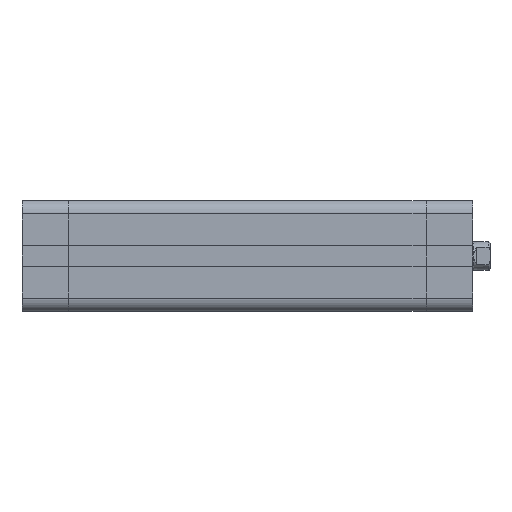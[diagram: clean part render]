
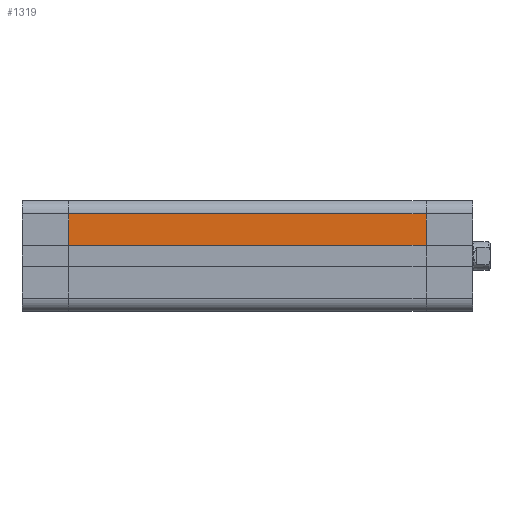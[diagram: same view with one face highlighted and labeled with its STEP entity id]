
A CAD part, front view. The second image highlights one B-rep face of the part: STEP entity #1319.
In plain terms, the highlighted planar face has unit normal (0, -1, 0).
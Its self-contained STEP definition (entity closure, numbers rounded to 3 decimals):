
#10 = VECTOR ( 'NONE', #4237, 1000. ) ;
#77 = EDGE_CURVE ( 'NONE', #3627, #3601, #3768, .T. ) ;
#86 = EDGE_CURVE ( 'NONE', #3601, #3648, #3788, .T. ) ;
#87 = EDGE_CURVE ( 'NONE', #1089, #3648, #3793, .T. ) ;
#88 = EDGE_CURVE ( 'NONE', #3627, #1089, #3745, .T. ) ;
#625 = AXIS2_PLACEMENT_3D ( 'NONE', #6789, #6792, #6793 ) ;
#1089 = VERTEX_POINT ( 'NONE', #5139 ) ;
#1319 = ADVANCED_FACE ( 'NONE', ( #6109 ), #6790, .T. ) ;
#1404 = VECTOR ( 'NONE', #4239, 1000. ) ;
#2749 = ORIENTED_EDGE ( 'NONE', *, *, #87, .T. ) ;
#2750 = ORIENTED_EDGE ( 'NONE', *, *, #86, .F. ) ;
#2751 = ORIENTED_EDGE ( 'NONE', *, *, #77, .F. ) ;
#2752 = ORIENTED_EDGE ( 'NONE', *, *, #88, .T. ) ;
#3601 = VERTEX_POINT ( 'NONE', #7758 ) ;
#3627 = VERTEX_POINT ( 'NONE', #7784 ) ;
#3648 = VERTEX_POINT ( 'NONE', #7805 ) ;
#3745 = LINE ( 'NONE', #4235, #1404 ) ;
#3768 = LINE ( 'NONE', #4209, #3774 ) ;
#3770 = VECTOR ( 'NONE', #4234, 1000. ) ;
#3774 = VECTOR ( 'NONE', #4213, 1000. ) ;
#3788 = LINE ( 'NONE', #4230, #3770 ) ;
#3793 = LINE ( 'NONE', #4233, #10 ) ;
#3857 = EDGE_LOOP ( 'NONE', ( #2749, #2750, #2751, #2752 ) ) ;
#4209 = CARTESIAN_POINT ( 'NONE',  ( -11., -14.5, -93.5 ) ) ;
#4213 = DIRECTION ( 'NONE',  ( 0., 0., 1. ) ) ;
#4230 = CARTESIAN_POINT ( 'NONE',  ( -11., -14.5, 0. ) ) ;
#4233 = CARTESIAN_POINT ( 'NONE',  ( -2.85, -14.5, -93.5 ) ) ;
#4234 = DIRECTION ( 'NONE',  ( 1., 0., 0. ) ) ;
#4235 = CARTESIAN_POINT ( 'NONE',  ( -11., -14.5, -93.5 ) ) ;
#4237 = DIRECTION ( 'NONE',  ( 0., 0., 1. ) ) ;
#4239 = DIRECTION ( 'NONE',  ( 1., 0., 0. ) ) ;
#5139 = CARTESIAN_POINT ( 'NONE',  ( -2.85, -14.5, -93.5 ) ) ;
#6109 = FACE_OUTER_BOUND ( 'NONE', #3857, .T. ) ;
#6789 = CARTESIAN_POINT ( 'NONE',  ( -11., -14.5, -93.5 ) ) ;
#6790 = PLANE ( 'NONE',  #625 ) ;
#6792 = DIRECTION ( 'NONE',  ( 0., -1., 0. ) ) ;
#6793 = DIRECTION ( 'NONE',  ( 0., 0., -1. ) ) ;
#7758 = CARTESIAN_POINT ( 'NONE',  ( -11., -14.5, 0. ) ) ;
#7784 = CARTESIAN_POINT ( 'NONE',  ( -11., -14.5, -93.5 ) ) ;
#7805 = CARTESIAN_POINT ( 'NONE',  ( -2.85, -14.5, 0. ) ) ;
